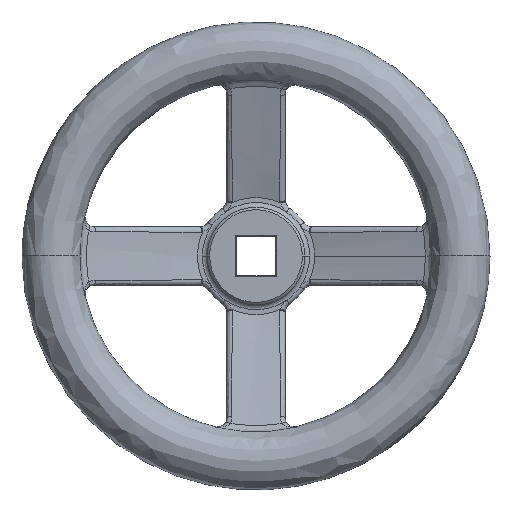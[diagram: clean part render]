
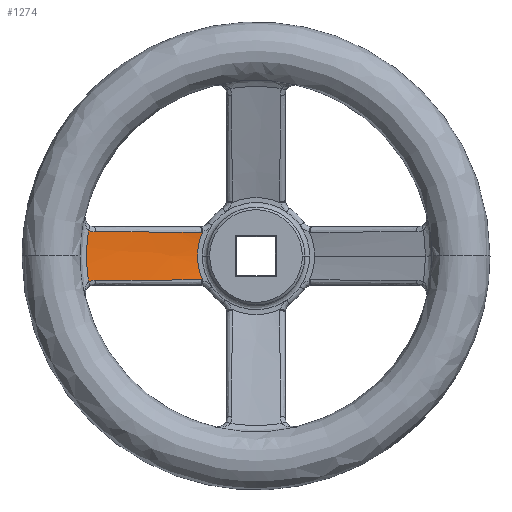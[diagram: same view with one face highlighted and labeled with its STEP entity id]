
A CAD part, top view. The second image highlights one B-rep face of the part: STEP entity #1274.
In plain terms, the highlighted free-form (B-spline) face has degree [2, 1] with [3, 2] control points.
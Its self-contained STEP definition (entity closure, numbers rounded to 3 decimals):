
#1274 = ADVANCED_FACE('',(#1275),#1363,.F.);
#1275 = FACE_BOUND('',#1276,.F.);
#1276 = EDGE_LOOP('',(#1277,#1292,#1305,#1314,#1322,#1331,#1344,#1357));
#1277 = ORIENTED_EDGE('',*,*,#1278,.F.);
#1278 = EDGE_CURVE('',#1279,#1281,#1283,.T.);
#1279 = VERTEX_POINT('',#1280);
#1280 = CARTESIAN_POINT('',(-105.659,15.881,
    16.377));
#1281 = VERTEX_POINT('',#1282);
#1282 = CARTESIAN_POINT('',(-110.166,17.125,
    17.925));
#1283 = B_SPLINE_CURVE_WITH_KNOTS('',3,(#1284,#1285,#1286,#1287,#1288,
    #1289,#1290,#1291),.UNSPECIFIED.,.F.,.F.,(4,2,2,4),(0.,
    0.002,0.004,0.005),
  .UNSPECIFIED.);
#1284 = CARTESIAN_POINT('',(-105.659,15.881,
    16.377));
#1285 = CARTESIAN_POINT('',(-106.452,15.882,
    16.639));
#1286 = CARTESIAN_POINT('',(-107.228,15.988,
    16.9));
#1287 = CARTESIAN_POINT('',(-108.363,16.301,
    17.29));
#1288 = CARTESIAN_POINT('',(-108.739,16.432,
    17.42));
#1289 = CARTESIAN_POINT('',(-109.469,16.742,
    17.676));
#1290 = CARTESIAN_POINT('',(-109.823,16.921,
    17.802));
#1291 = CARTESIAN_POINT('',(-110.166,17.125,
    17.925));
#1292 = ORIENTED_EDGE('',*,*,#1293,.F.);
#1293 = EDGE_CURVE('',#1294,#1279,#1296,.T.);
#1294 = VERTEX_POINT('',#1295);
#1295 = CARTESIAN_POINT('',(-35.908,15.627,
    -6.184));
#1296 = B_SPLINE_CURVE_WITH_KNOTS('',3,(#1297,#1298,#1299,#1300,#1301,
    #1302,#1303,#1304),.UNSPECIFIED.,.F.,.F.,(4,2,2,4),(0.,
    0.018,0.036,0.073),
  .UNSPECIFIED.);
#1297 = CARTESIAN_POINT('',(-35.908,15.627,
    -6.184));
#1298 = CARTESIAN_POINT('',(-41.748,15.681,
    -4.392));
#1299 = CARTESIAN_POINT('',(-47.572,15.716,
    -2.546));
#1300 = CARTESIAN_POINT('',(-59.208,15.773,
    1.179));
#1301 = CARTESIAN_POINT('',(-65.02,15.794,
    3.062));
#1302 = CARTESIAN_POINT('',(-82.447,15.845,
    8.735));
#1303 = CARTESIAN_POINT('',(-94.055,15.865,
    12.552));
#1304 = CARTESIAN_POINT('',(-105.659,15.881,
    16.377));
#1305 = ORIENTED_EDGE('',*,*,#1306,.F.);
#1306 = EDGE_CURVE('',#1307,#1294,#1309,.T.);
#1307 = VERTEX_POINT('',#1308);
#1308 = CARTESIAN_POINT('',(-35.149,15.649,
    -6.413));
#1309 = B_SPLINE_CURVE_WITH_KNOTS('',3,(#1310,#1311,#1312,#1313),
  .UNSPECIFIED.,.F.,.F.,(4,4),(0.,0.001),
  .PIECEWISE_BEZIER_KNOTS.);
#1310 = CARTESIAN_POINT('',(-35.149,15.649,
    -6.413));
#1311 = CARTESIAN_POINT('',(-35.402,15.632,
    -6.338));
#1312 = CARTESIAN_POINT('',(-35.655,15.625,
    -6.262));
#1313 = CARTESIAN_POINT('',(-35.908,15.627,
    -6.184));
#1314 = ORIENTED_EDGE('',*,*,#1315,.T.);
#1315 = EDGE_CURVE('',#1307,#1316,#1318,.T.);
#1316 = VERTEX_POINT('',#1317);
#1317 = CARTESIAN_POINT('',(-35.149,-15.649,
    -6.413));
#1318 = ( BOUNDED_CURVE() B_SPLINE_CURVE(2,(#1319,#1320,#1321),
.UNSPECIFIED.,.F.,.F.) B_SPLINE_CURVE_WITH_KNOTS((3,3),(2.723,
3.56),.PIECEWISE_BEZIER_KNOTS.) CURVE() 
GEOMETRIC_REPRESENTATION_ITEM() RATIONAL_B_SPLINE_CURVE((1.,
0.914,1.)) REPRESENTATION_ITEM('') );
#1319 = CARTESIAN_POINT('',(-35.149,15.649,
    -6.413));
#1320 = CARTESIAN_POINT('',(-42.117,0.,
    -6.413));
#1321 = CARTESIAN_POINT('',(-35.149,-15.649,
    -6.413));
#1322 = ORIENTED_EDGE('',*,*,#1323,.F.);
#1323 = EDGE_CURVE('',#1324,#1316,#1326,.T.);
#1324 = VERTEX_POINT('',#1325);
#1325 = CARTESIAN_POINT('',(-35.908,-15.627,
    -6.184));
#1326 = B_SPLINE_CURVE_WITH_KNOTS('',3,(#1327,#1328,#1329,#1330),
  .UNSPECIFIED.,.F.,.F.,(4,4),(0.,0.001),
  .PIECEWISE_BEZIER_KNOTS.);
#1327 = CARTESIAN_POINT('',(-35.908,-15.627,
    -6.184));
#1328 = CARTESIAN_POINT('',(-35.655,-15.625,
    -6.262));
#1329 = CARTESIAN_POINT('',(-35.402,-15.632,
    -6.338));
#1330 = CARTESIAN_POINT('',(-35.149,-15.649,
    -6.413));
#1331 = ORIENTED_EDGE('',*,*,#1332,.F.);
#1332 = EDGE_CURVE('',#1333,#1324,#1335,.T.);
#1333 = VERTEX_POINT('',#1334);
#1334 = CARTESIAN_POINT('',(-105.659,-15.881,
    16.377));
#1335 = B_SPLINE_CURVE_WITH_KNOTS('',3,(#1336,#1337,#1338,#1339,#1340,
    #1341,#1342,#1343),.UNSPECIFIED.,.F.,.F.,(4,2,2,4),(0.,
    0.036,0.054,0.073),
  .UNSPECIFIED.);
#1336 = CARTESIAN_POINT('',(-105.659,-15.881,
    16.377));
#1337 = CARTESIAN_POINT('',(-94.055,-15.865,
    12.552));
#1338 = CARTESIAN_POINT('',(-82.447,-15.845,
    8.735));
#1339 = CARTESIAN_POINT('',(-65.02,-15.794,
    3.062));
#1340 = CARTESIAN_POINT('',(-59.208,-15.773,
    1.179));
#1341 = CARTESIAN_POINT('',(-47.572,-15.716,
    -2.546));
#1342 = CARTESIAN_POINT('',(-41.748,-15.681,
    -4.392));
#1343 = CARTESIAN_POINT('',(-35.908,-15.627,
    -6.184));
#1344 = ORIENTED_EDGE('',*,*,#1345,.F.);
#1345 = EDGE_CURVE('',#1346,#1333,#1348,.T.);
#1346 = VERTEX_POINT('',#1347);
#1347 = CARTESIAN_POINT('',(-110.166,-17.125,
    17.925));
#1348 = B_SPLINE_CURVE_WITH_KNOTS('',3,(#1349,#1350,#1351,#1352,#1353,
    #1354,#1355,#1356),.UNSPECIFIED.,.F.,.F.,(4,2,2,4),(
    0.,0.002,0.004,
    0.005),.UNSPECIFIED.);
#1349 = CARTESIAN_POINT('',(-110.166,-17.125,
    17.925));
#1350 = CARTESIAN_POINT('',(-109.48,-16.718,
    17.678));
#1351 = CARTESIAN_POINT('',(-108.757,-16.411,
    17.425));
#1352 = CARTESIAN_POINT('',(-107.622,-16.096,
    17.035));
#1353 = CARTESIAN_POINT('',(-107.233,-16.016,
    16.903));
#1354 = CARTESIAN_POINT('',(-106.45,-15.909,
    16.64));
#1355 = CARTESIAN_POINT('',(-106.056,-15.881,
    16.508));
#1356 = CARTESIAN_POINT('',(-105.659,-15.881,
    16.377));
#1357 = ORIENTED_EDGE('',*,*,#1358,.F.);
#1358 = EDGE_CURVE('',#1281,#1346,#1359,.T.);
#1359 = ( BOUNDED_CURVE() B_SPLINE_CURVE(2,(#1360,#1361,#1362),
.UNSPECIFIED.,.F.,.F.) B_SPLINE_CURVE_WITH_KNOTS((3,3),(2.987,
3.296),.PIECEWISE_BEZIER_KNOTS.) CURVE() 
GEOMETRIC_REPRESENTATION_ITEM() RATIONAL_B_SPLINE_CURVE((1.,
0.988,1.)) REPRESENTATION_ITEM('') );
#1360 = CARTESIAN_POINT('',(-110.166,17.125,
    17.925));
#1361 = CARTESIAN_POINT('',(-112.828,0.,
    17.925));
#1362 = CARTESIAN_POINT('',(-110.166,-17.125,
    17.925));
#1363 = ( BOUNDED_SURFACE() B_SPLINE_SURFACE(2,1,(
    (#1364,#1365)
    ,(#1366,#1367)
    ,(#1368,#1369
)),.UNSPECIFIED.,.F.,.F.,.F.) B_SPLINE_SURFACE_WITH_KNOTS((3,3),(2,2),(
    2.723,3.56),(-80.322,-4.11),
.PIECEWISE_BEZIER_KNOTS.) GEOMETRIC_REPRESENTATION_ITEM() 
RATIONAL_B_SPLINE_SURFACE((
    (1.,1.)
    ,(0.914,0.914)
,(1.,1.))) REPRESENTATION_ITEM('') SURFACE() );
#1364 = CARTESIAN_POINT('',(-35.149,15.649,
    -6.413));
#1365 = CARTESIAN_POINT('',(-101.851,45.347,
    17.925));
#1366 = CARTESIAN_POINT('',(-42.117,0.,
    -6.413));
#1367 = CARTESIAN_POINT('',(-122.04,0.,
    17.925));
#1368 = CARTESIAN_POINT('',(-35.149,-15.649,
    -6.413));
#1369 = CARTESIAN_POINT('',(-101.851,-45.347,
    17.925));
